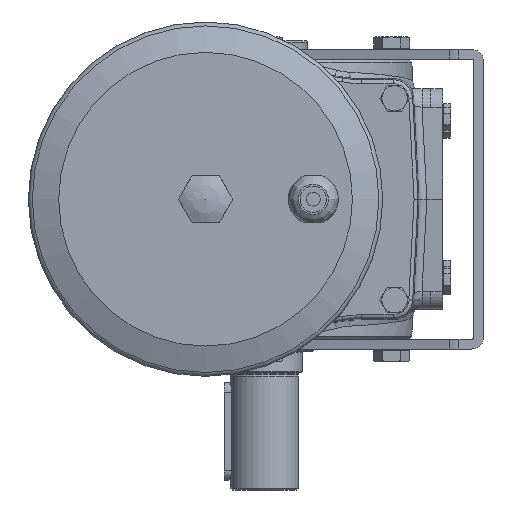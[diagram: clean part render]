
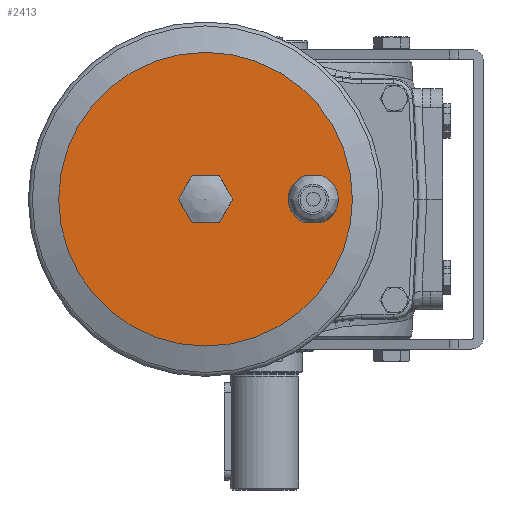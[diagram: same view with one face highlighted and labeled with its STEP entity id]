
A CAD part, left-side view. The second image highlights one B-rep face of the part: STEP entity #2413.
In plain terms, the highlighted planar face has unit normal (-1, 0, 0).
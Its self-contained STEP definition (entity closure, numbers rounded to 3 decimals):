
#2413 = ADVANCED_FACE( '', ( #5405, #5406, #5407 ), #5408, .T. );
#5405 = FACE_BOUND( '', #12301, .T. );
#5406 = FACE_OUTER_BOUND( '', #12302, .T. );
#5407 = FACE_BOUND( '', #12303, .T. );
#5408 = PLANE( '', #12304 );
#12301 = EDGE_LOOP( '', ( #19918, #19919, #19920, #19921 ) );
#12302 = EDGE_LOOP( '', ( #19922 ) );
#12303 = EDGE_LOOP( '', ( #19923, #19924, #19925, #19926, #19927, #19928 ) );
#12304 = AXIS2_PLACEMENT_3D( '', #19929, #19930, #19931 );
#19918 = ORIENTED_EDGE( '', *, *, #24714, .F. );
#19919 = ORIENTED_EDGE( '', *, *, #24715, .F. );
#19920 = ORIENTED_EDGE( '', *, *, #24716, .F. );
#19921 = ORIENTED_EDGE( '', *, *, #24557, .T. );
#19922 = ORIENTED_EDGE( '', *, *, #23260, .T. );
#19923 = ORIENTED_EDGE( '', *, *, #24717, .T. );
#19924 = ORIENTED_EDGE( '', *, *, #24718, .T. );
#19925 = ORIENTED_EDGE( '', *, *, #22533, .T. );
#19926 = ORIENTED_EDGE( '', *, *, #24056, .T. );
#19927 = ORIENTED_EDGE( '', *, *, #24246, .T. );
#19928 = ORIENTED_EDGE( '', *, *, #24719, .T. );
#19929 = CARTESIAN_POINT( '', ( -577., -45., 0. ) );
#19930 = DIRECTION( '', ( -1., 0., 0. ) );
#19931 = DIRECTION( '', ( 0., -1., 0. ) );
#22533 = EDGE_CURVE( '', #25674, #25678, #25680, .T. );
#23260 = EDGE_CURVE( '', #26881, #26881, #26882, .T. );
#24056 = EDGE_CURVE( '', #25678, #28054, #28056, .T. );
#24246 = EDGE_CURVE( '', #28054, #28304, #28306, .T. );
#24557 = EDGE_CURVE( '', #28697, #28695, #28698, .T. );
#24714 = EDGE_CURVE( '', #28891, #28695, #28892, .T. );
#24715 = EDGE_CURVE( '', #28893, #28891, #28894, .T. );
#24716 = EDGE_CURVE( '', #28697, #28893, #28895, .T. );
#24717 = EDGE_CURVE( '', #28896, #28897, #28898, .T. );
#24718 = EDGE_CURVE( '', #28897, #25674, #28899, .T. );
#24719 = EDGE_CURVE( '', #28304, #28896, #28900, .T. );
#25674 = VERTEX_POINT( '', #30627 );
#25678 = VERTEX_POINT( '', #30632 );
#25680 = LINE( '', #30635, #30636 );
#26881 = VERTEX_POINT( '', #32531 );
#26882 = CIRCLE( '', #32532, 75. );
#28054 = VERTEX_POINT( '', #34908 );
#28056 = LINE( '', #34911, #34912 );
#28304 = VERTEX_POINT( '', #35411 );
#28306 = LINE( '', #35414, #35415 );
#28695 = VERTEX_POINT( '', #36150 );
#28697 = VERTEX_POINT( '', #36153 );
#28698 = LINE( '', #36154, #36155 );
#28891 = VERTEX_POINT( '', #36628 );
#28892 = CIRCLE( '', #36629, 12.8 );
#28893 = VERTEX_POINT( '', #36630 );
#28894 = LINE( '', #36631, #36632 );
#28895 = CIRCLE( '', #36633, 12.8 );
#28896 = VERTEX_POINT( '', #36634 );
#28897 = VERTEX_POINT( '', #36635 );
#28898 = LINE( '', #36636, #36637 );
#28899 = LINE( '', #36638, #36639 );
#28900 = LINE( '', #36640, #36641 );
#30627 = CARTESIAN_POINT( '', ( -577., 36.928, 12. ) );
#30632 = CARTESIAN_POINT( '', ( -577., 23.072, 12. ) );
#30635 = CARTESIAN_POINT( '', ( -577., 36.928, 12. ) );
#30636 = VECTOR( '', #37742, 1000. );
#32531 = CARTESIAN_POINT( '', ( -577., -45., 0. ) );
#32532 = AXIS2_PLACEMENT_3D( '', #38713, #38714, #38715 );
#34908 = CARTESIAN_POINT( '', ( -577., 16.144, 0. ) );
#34911 = CARTESIAN_POINT( '', ( -577., 23.072, 12. ) );
#34912 = VECTOR( '', #39660, 1000. );
#35411 = CARTESIAN_POINT( '', ( -577., 23.072, -12. ) );
#35414 = CARTESIAN_POINT( '', ( -577., 16.144, 0. ) );
#35415 = VECTOR( '', #39859, 1000. );
#36150 = CARTESIAN_POINT( '', ( -577., -20.546, -12. ) );
#36153 = CARTESIAN_POINT( '', ( -577., -29.454, -12. ) );
#36154 = CARTESIAN_POINT( '', ( -577., -29.454, -12. ) );
#36155 = VECTOR( '', #40143, 1000. );
#36628 = CARTESIAN_POINT( '', ( -577., -20.546, 12. ) );
#36629 = AXIS2_PLACEMENT_3D( '', #40293, #40294, #40295 );
#36630 = CARTESIAN_POINT( '', ( -577., -29.454, 12. ) );
#36631 = CARTESIAN_POINT( '', ( -577., -29.454, 12. ) );
#36632 = VECTOR( '', #40296, 1000. );
#36633 = AXIS2_PLACEMENT_3D( '', #40297, #40298, #40299 );
#36634 = CARTESIAN_POINT( '', ( -577., 36.928, -12. ) );
#36635 = CARTESIAN_POINT( '', ( -577., 43.856, 0. ) );
#36636 = CARTESIAN_POINT( '', ( -577., 36.928, -12. ) );
#36637 = VECTOR( '', #40300, 1000. );
#36638 = CARTESIAN_POINT( '', ( -577., 43.856, 0. ) );
#36639 = VECTOR( '', #40301, 1000. );
#36640 = CARTESIAN_POINT( '', ( -577., 23.072, -12. ) );
#36641 = VECTOR( '', #40302, 1000. );
#37742 = DIRECTION( '', ( 0., -1., 0. ) );
#38713 = CARTESIAN_POINT( '', ( -577., 30., 0. ) );
#38714 = DIRECTION( '', ( -1., 0., 0. ) );
#38715 = DIRECTION( '', ( 0., -1., 0. ) );
#39660 = DIRECTION( '', ( 0., -0.5, -0.866 ) );
#39859 = DIRECTION( '', ( 0., 0.5, -0.866 ) );
#40143 = DIRECTION( '', ( 0., 1., 0. ) );
#40293 = CARTESIAN_POINT( '', ( -577., -25., 0. ) );
#40294 = DIRECTION( '', ( -1., 0., 0. ) );
#40295 = DIRECTION( '', ( 0., -1., 0. ) );
#40296 = DIRECTION( '', ( 0., 1., 0. ) );
#40297 = CARTESIAN_POINT( '', ( -577., -25., 0. ) );
#40298 = DIRECTION( '', ( -1., 0., 0. ) );
#40299 = DIRECTION( '', ( 0., -1., 0. ) );
#40300 = DIRECTION( '', ( 0., 0.5, 0.866 ) );
#40301 = DIRECTION( '', ( 0., -0.5, 0.866 ) );
#40302 = DIRECTION( '', ( 0., 1., 0. ) );
